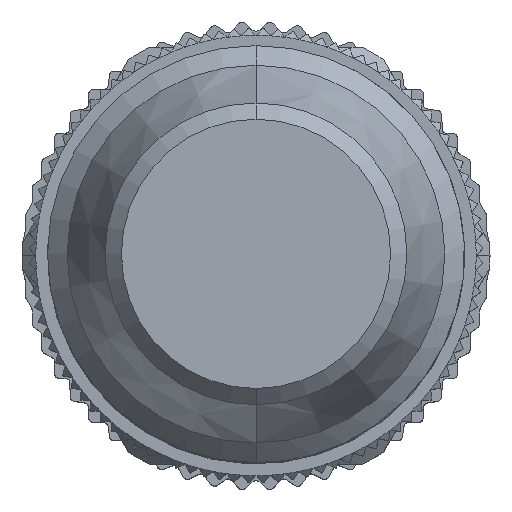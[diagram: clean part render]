
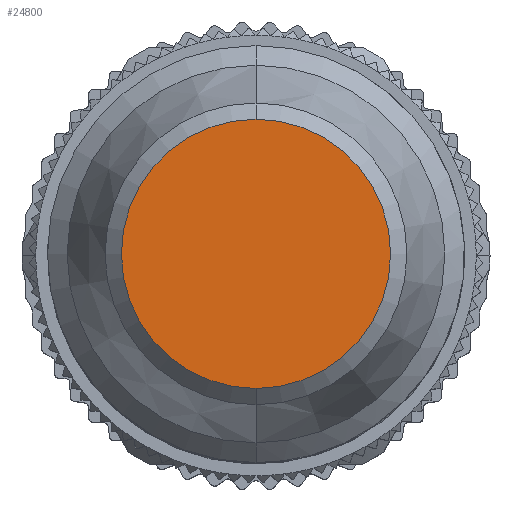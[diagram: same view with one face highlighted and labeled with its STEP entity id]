
A CAD part, top view. The second image highlights one B-rep face of the part: STEP entity #24800.
In plain terms, the highlighted planar face has unit normal (0, 0, 1).
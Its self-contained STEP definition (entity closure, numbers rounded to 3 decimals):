
#24764=AXIS2_PLACEMENT_3D('Circle Axis2P3D',#24762,#24763,$) ;
#24781=AXIS2_PLACEMENT_3D('Circle Axis2P3D',#24779,#24780,$) ;
#24794=AXIS2_PLACEMENT_3D('Plane Axis2P3D',#24791,#24792,#24793) ;
#24752=CARTESIAN_POINT('Vertex',(10.1,15.892,57.6)) ;
#24759=CARTESIAN_POINT('Vertex',(10.1,4.272,57.6)) ;
#24762=CARTESIAN_POINT('Axis2P3D Location',(10.1,10.082,57.6)) ;
#24779=CARTESIAN_POINT('Axis2P3D Location',(10.1,10.082,57.6)) ;
#24791=CARTESIAN_POINT('Axis2P3D Location',(10.1,10.082,57.6)) ;
#24763=DIRECTION('Axis2P3D Direction',(0.,0.,-1.)) ;
#24780=DIRECTION('Axis2P3D Direction',(0.,0.,-1.)) ;
#24792=DIRECTION('Axis2P3D Direction',(0.,0.,1.)) ;
#24793=DIRECTION('Axis2P3D XDirection',(0.,1.,0.)) ;
#24797=ORIENTED_EDGE('',*,*,#24766,.T.) ;
#24798=ORIENTED_EDGE('',*,*,#24783,.T.) ;
#24800=ADVANCED_FACE('Hauptk\X2\00F6\X0\rper',(#24799),#24795,.T.) ;
#24765=CIRCLE('generated circle',#24764,5.81) ;
#24782=CIRCLE('generated circle',#24781,5.81) ;
#24766=EDGE_CURVE('',#24753,#24760,#24765,.F.) ;
#24783=EDGE_CURVE('',#24760,#24753,#24782,.F.) ;
#24796=EDGE_LOOP('',(#24797,#24798)) ;
#24799=FACE_OUTER_BOUND('',#24796,.T.) ;
#24795=PLANE('',#24794) ;
#24753=VERTEX_POINT('',#24752) ;
#24760=VERTEX_POINT('',#24759) ;
